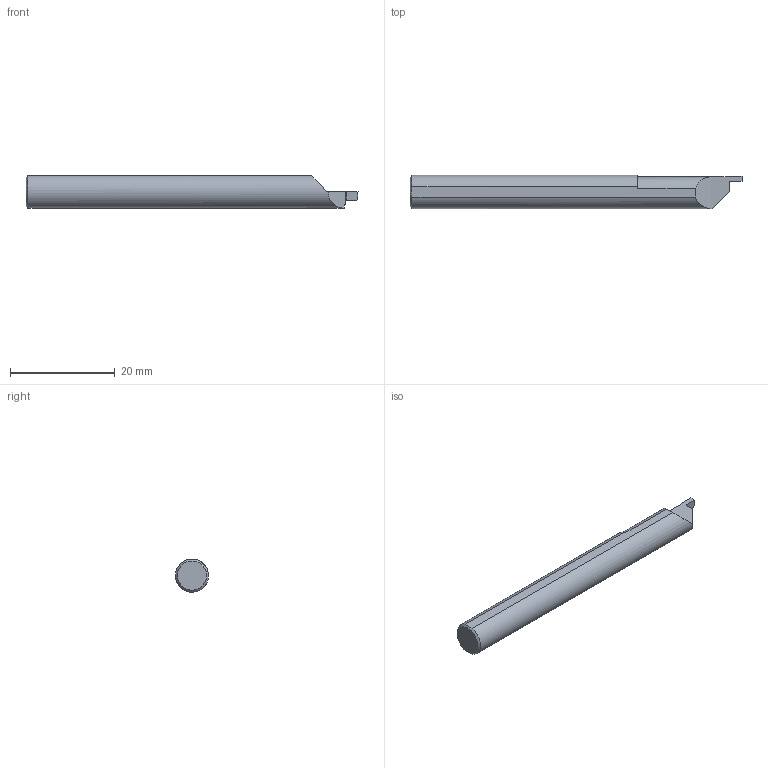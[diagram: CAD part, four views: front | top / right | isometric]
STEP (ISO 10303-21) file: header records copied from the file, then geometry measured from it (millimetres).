
FILE_DESCRIPTION (( 'STEP AP203' ), '1' );
FILE_NAME ('220055-FG250-040.STEP', '2024-06-10T22:25:10', ( '' ), ( '' ), 'SwSTEP 2.0', 'SolidWorks 2022', '' );
FILE_SCHEMA (( 'CONFIG_CONTROL_DESIGN' ));
Length unit declared in the file: inch
Products named in the file (1): 220055-FG250-040
Bounding box: 63.5 x 6.33 x 6.19 mm (x, y, z)
Volume: 1805.4 mm3; surface area: 1235.7 mm2
Topology: 1 solids, 1 shells, 24 faces, 64 edges, 42 vertices
Faces by surface type: plane 12, cylinder 6, torus 4, cone 2
Entity records: 875 total; most frequent: CARTESIAN_POINT 237, ORIENTED_EDGE 128, DIRECTION 107, EDGE_CURVE 64, AXIS2_PLACEMENT_3D 42, VERTEX_POINT 42, ADVANCED_FACE 24, FACE_OUTER_BOUND 24
